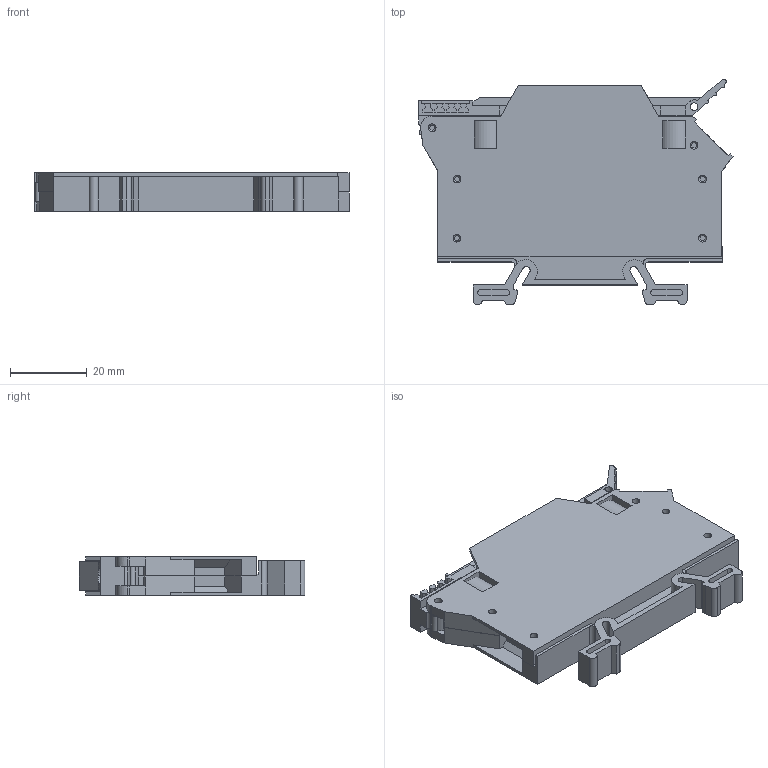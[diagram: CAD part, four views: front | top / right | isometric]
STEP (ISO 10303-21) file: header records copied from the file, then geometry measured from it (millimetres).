
FILE_DESCRIPTION (( 'STEP AP214' ), '1' );
FILE_NAME ('43433H_DN-F6.STEP', '2014-05-15T09:28:04', ( '' ), ( '' ), 'SwSTEP 2.0', 'SolidWorks 2013', '' );
FILE_SCHEMA (( 'AUTOMOTIVE_DESIGN' ));
Length unit declared in the file: millimetre
Products named in the file (2): 20753H; 43433H_DN-F6
Assembly tree (1 placements, depth 2):
  43433H_DN-F6
    20753H
Bounding box: 82 x 58.9 x 10 mm (x, y, z)
Volume: 27468.5 mm3; surface area: 17538 mm2
Topology: 1 solids, 14 shells, 566 faces, 1530 edges, 1003 vertices
Faces by surface type: plane 384, cylinder 133, cone 39, bspline 10
Entity records: 20603 total; most frequent: CARTESIAN_POINT 4318, ORIENTED_EDGE 3060, DIRECTION 2924, EDGE_CURVE 1530, VECTOR 1158, LINE 1158, VERTEX_POINT 1003, AXIS2_PLACEMENT_3D 883
